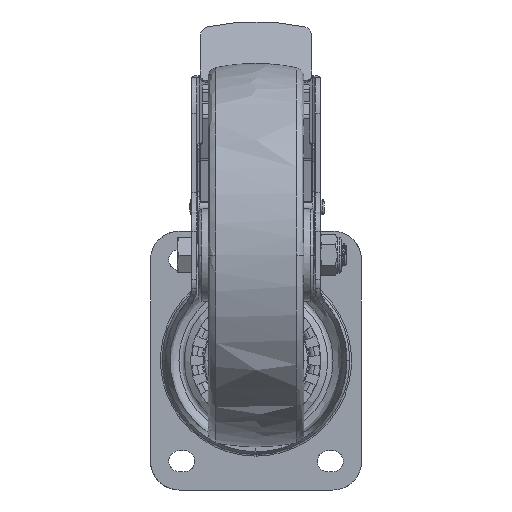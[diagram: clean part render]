
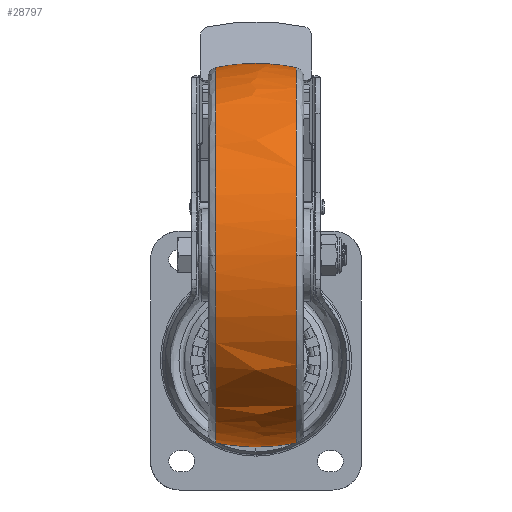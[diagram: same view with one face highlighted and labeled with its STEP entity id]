
A CAD part, front view. The second image highlights one B-rep face of the part: STEP entity #28797.
In plain terms, the highlighted free-form (B-spline) face has degree [3, 3] with [4, 4] control points.
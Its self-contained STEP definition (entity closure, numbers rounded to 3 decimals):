
#1291 =( BOUNDED_CURVE ( )  B_SPLINE_CURVE ( 3, ( #36330, #6782, #65101, #36708 ),
 .UNSPECIFIED., .F., .F. ) 
 B_SPLINE_CURVE_WITH_KNOTS ( ( 4, 4 ),
 ( 0., 1. ),
 .UNSPECIFIED. ) 
 CURVE ( )  GEOMETRIC_REPRESENTATION_ITEM ( )  RATIONAL_B_SPLINE_CURVE ( ( 1., 0.805, 0.805, 1. ) ) 
 REPRESENTATION_ITEM ( '' )  );
#4336 = VERTEX_POINT ( 'NONE', #70570 ) ;
#4395 = CARTESIAN_POINT ( 'NONE',  ( -200., -116., 155. ) ) ;
#4489 = CARTESIAN_POINT ( 'NONE',  ( 0., -116., 55. ) ) ;
#4872 = CARTESIAN_POINT ( 'NONE',  ( 0., -116., -45. ) ) ;
#6782 = CARTESIAN_POINT ( 'NONE',  ( -21.053, -213.759, 112.266 ) ) ;
#7033 = AXIS2_PLACEMENT_3D ( 'NONE', #57238, #62533, #28424 ) ;
#7481 = ORIENTED_EDGE ( 'NONE', *, *, #59179, .F. ) ;
#10085 = CARTESIAN_POINT ( 'NONE',  ( 0., -116., 155. ) ) ;
#10313 = VERTEX_POINT ( 'NONE', #36023 ) ;
#10456 = CARTESIAN_POINT ( 'NONE',  ( 200., -116., 155. ) ) ;
#10457 = CIRCLE ( 'NONE', #69817, 100. ) ;
#11424 = CARTESIAN_POINT ( 'NONE',  ( 21.053, -116., -42.759 ) ) ;
#12979 = CARTESIAN_POINT ( 'NONE',  ( -21.053, -116., 152.759 ) ) ;
#13055 = CARTESIAN_POINT ( 'NONE',  ( 21.053, -116., 152.759 ) ) ;
#15373 = CARTESIAN_POINT ( 'NONE',  ( 200., -116., -45. ) ) ;
#16872 = CARTESIAN_POINT ( 'NONE',  ( 0., -116., -45. ) ) ;
#18168 = ORIENTED_EDGE ( 'NONE', *, *, #52443, .F. ) ;
#18744 = CARTESIAN_POINT ( 'NONE',  ( 21.053, -173.266, 152.759 ) ) ;
#18882 = CARTESIAN_POINT ( 'NONE',  ( 21.053, -116., -42.759 ) ) ;
#20177 = CIRCLE ( 'NONE', #51649, 100. ) ;
#20416 = DIRECTION ( 'NONE',  ( 0., 0., 1. ) ) ;
#21394 = DIRECTION ( 'NONE',  ( 0., 0., 1. ) ) ;
#21810 = CARTESIAN_POINT ( 'NONE',  ( 200., -516., -45. ) ) ;
#21912 = EDGE_LOOP ( 'NONE', ( #18168, #48878, #7481, #43856, #68719, #70875, #61264, #74564 ) ) ;
#23903 = AXIS2_PLACEMENT_3D ( 'NONE', #35216, #35596, #57221 ) ;
#24588 = VERTEX_POINT ( 'NONE', #33187 ) ;
#26926 = CARTESIAN_POINT ( 'NONE',  ( -21.053, -213.759, -2.266 ) ) ;
#27488 = CARTESIAN_POINT ( 'NONE',  ( 200., -516., 155. ) ) ;
#27590 = DIRECTION ( 'NONE',  ( 0., 1., 0. ) ) ;
#28424 = DIRECTION ( 'NONE',  ( 0., 0., 1. ) ) ;
#28610 = CARTESIAN_POINT ( 'NONE',  ( 0., -116., 155. ) ) ;
#28797 = ADVANCED_FACE ( 'NONE', ( #33559 ), #36481, .T. ) ;
#29039 = CARTESIAN_POINT ( 'NONE',  ( -21.053, -213.759, 55. ) ) ;
#29557 = CARTESIAN_POINT ( 'NONE',  ( 21.053, -213.759, -2.266 ) ) ;
#31838 =( BOUNDED_CURVE ( )  B_SPLINE_CURVE ( 3, ( #62899, #67827, #26926, #73879 ),
 .UNSPECIFIED., .F., .F. ) 
 B_SPLINE_CURVE_WITH_KNOTS ( ( 4, 4 ),
 ( 0., 1. ),
 .UNSPECIFIED. ) 
 CURVE ( )  GEOMETRIC_REPRESENTATION_ITEM ( )  RATIONAL_B_SPLINE_CURVE ( ( 1., 0.805, 0.805, 1. ) ) 
 REPRESENTATION_ITEM ( '' )  );
#33187 = CARTESIAN_POINT ( 'NONE',  ( -21.053, -116., -42.759 ) ) ;
#33190 = CARTESIAN_POINT ( 'NONE',  ( 0., -116., -45. ) ) ;
#33559 = FACE_OUTER_BOUND ( 'NONE', #21912, .T. ) ;
#35216 = CARTESIAN_POINT ( 'NONE',  ( 0., -116., 55. ) ) ;
#35596 = DIRECTION ( 'NONE',  ( 0., 1., 0. ) ) ;
#35803 = CARTESIAN_POINT ( 'NONE',  ( 21.053, -213.759, 112.266 ) ) ;
#36023 = CARTESIAN_POINT ( 'NONE',  ( 21.053, -116., 152.759 ) ) ;
#36079 = VERTEX_POINT ( 'NONE', #29039 ) ;
#36330 = CARTESIAN_POINT ( 'NONE',  ( -21.053, -213.759, 55. ) ) ;
#36481 =( BOUNDED_SURFACE ( )  B_SPLINE_SURFACE ( 3, 3, ( 
 ( #50974, #28610, #62731, #10085 ),
 ( #4395, #57412, #27488, #10456 ),
 ( #50594, #40019, #21810, #15373 ),
 ( #16872, #68777, #33190, #50219 ) ),
 .UNSPECIFIED., .F., .F., .F. ) 
 B_SPLINE_SURFACE_WITH_KNOTS ( ( 4, 4 ),
 ( 4, 4 ),
 ( 0., 1. ),
 ( 0., 1. ),
 .UNSPECIFIED. ) 
 GEOMETRIC_REPRESENTATION_ITEM ( )  RATIONAL_B_SPLINE_SURFACE ( (
 ( 1., 0.333, 0.333, 1.),
 ( 0.333, 0.111, 0.111, 0.333),
 ( 0.333, 0.111, 0.111, 0.333),
 ( 1., 0.333, 0.333, 1.) ) ) 
 REPRESENTATION_ITEM ( '' )  SURFACE ( )  );
#36708 = CARTESIAN_POINT ( 'NONE',  ( -21.053, -116., 152.759 ) ) ;
#39152 =( BOUNDED_CURVE ( )  B_SPLINE_CURVE ( 3, ( #13055, #18744, #35803, #59647 ),
 .UNSPECIFIED., .F., .F. ) 
 B_SPLINE_CURVE_WITH_KNOTS ( ( 4, 4 ),
 ( 0., 1. ),
 .UNSPECIFIED. ) 
 CURVE ( )  GEOMETRIC_REPRESENTATION_ITEM ( )  RATIONAL_B_SPLINE_CURVE ( ( 1., 0.805, 0.805, 1. ) ) 
 REPRESENTATION_ITEM ( '' )  );
#40019 = CARTESIAN_POINT ( 'NONE',  ( -200., -516., -45. ) ) ;
#40858 = CIRCLE ( 'NONE', #23903, 100. ) ;
#43856 = ORIENTED_EDGE ( 'NONE', *, *, #52357, .F. ) ;
#45217 = EDGE_CURVE ( 'NONE', #72091, #45304, #10457, .T. ) ;
#45304 = VERTEX_POINT ( 'NONE', #4872 ) ;
#46081 = VERTEX_POINT ( 'NONE', #68325 ) ;
#46941 = CIRCLE ( 'NONE', #7033, 100. ) ;
#48878 = ORIENTED_EDGE ( 'NONE', *, *, #49743, .T. ) ;
#49743 = EDGE_CURVE ( 'NONE', #4336, #71042, #20177, .T. ) ;
#50219 = CARTESIAN_POINT ( 'NONE',  ( 0., -116., -45. ) ) ;
#50594 = CARTESIAN_POINT ( 'NONE',  ( -200., -116., -45. ) ) ;
#50974 = CARTESIAN_POINT ( 'NONE',  ( 0., -116., 155. ) ) ;
#51649 = AXIS2_PLACEMENT_3D ( 'NONE', #57003, #73291, #21394 ) ;
#52357 = EDGE_CURVE ( 'NONE', #24588, #36079, #31838, .T. ) ;
#52443 = EDGE_CURVE ( 'NONE', #4336, #10313, #40858, .T. ) ;
#52680 = CARTESIAN_POINT ( 'NONE',  ( 21.053, -173.266, -42.759 ) ) ;
#53887 = EDGE_CURVE ( 'NONE', #24588, #45304, #46941, .T. ) ;
#57003 = CARTESIAN_POINT ( 'NONE',  ( 0., -116., 55. ) ) ;
#57221 = DIRECTION ( 'NONE',  ( 0., 0., 1. ) ) ;
#57238 = CARTESIAN_POINT ( 'NONE',  ( 0., -116., 55. ) ) ;
#57412 = CARTESIAN_POINT ( 'NONE',  ( -200., -516., 155. ) ) ;
#59179 = EDGE_CURVE ( 'NONE', #36079, #71042, #1291, .T. ) ;
#59505 = EDGE_CURVE ( 'NONE', #46081, #72091, #67658, .T. ) ;
#59647 = CARTESIAN_POINT ( 'NONE',  ( 21.053, -213.759, 55. ) ) ;
#61264 = ORIENTED_EDGE ( 'NONE', *, *, #59505, .F. ) ;
#62533 = DIRECTION ( 'NONE',  ( 0., -1., 0. ) ) ;
#62731 = CARTESIAN_POINT ( 'NONE',  ( 0., -116., 155. ) ) ;
#62899 = CARTESIAN_POINT ( 'NONE',  ( -21.053, -116., -42.759 ) ) ;
#65101 = CARTESIAN_POINT ( 'NONE',  ( -21.053, -173.266, 152.759 ) ) ;
#66872 = EDGE_CURVE ( 'NONE', #10313, #46081, #39152, .T. ) ;
#67658 =( BOUNDED_CURVE ( )  B_SPLINE_CURVE ( 3, ( #68617, #29557, #52680, #11424 ),
 .UNSPECIFIED., .F., .F. ) 
 B_SPLINE_CURVE_WITH_KNOTS ( ( 4, 4 ),
 ( 0., 1. ),
 .UNSPECIFIED. ) 
 CURVE ( )  GEOMETRIC_REPRESENTATION_ITEM ( )  RATIONAL_B_SPLINE_CURVE ( ( 1., 0.805, 0.805, 1. ) ) 
 REPRESENTATION_ITEM ( '' )  );
#67827 = CARTESIAN_POINT ( 'NONE',  ( -21.053, -173.266, -42.759 ) ) ;
#68325 = CARTESIAN_POINT ( 'NONE',  ( 21.053, -213.759, 55. ) ) ;
#68617 = CARTESIAN_POINT ( 'NONE',  ( 21.053, -213.759, 55. ) ) ;
#68719 = ORIENTED_EDGE ( 'NONE', *, *, #53887, .T. ) ;
#68777 = CARTESIAN_POINT ( 'NONE',  ( 0., -116., -45. ) ) ;
#69817 = AXIS2_PLACEMENT_3D ( 'NONE', #4489, #27590, #20416 ) ;
#70570 = CARTESIAN_POINT ( 'NONE',  ( 0., -116., 155. ) ) ;
#70875 = ORIENTED_EDGE ( 'NONE', *, *, #45217, .F. ) ;
#71042 = VERTEX_POINT ( 'NONE', #12979 ) ;
#72091 = VERTEX_POINT ( 'NONE', #18882 ) ;
#73291 = DIRECTION ( 'NONE',  ( 0., -1., 0. ) ) ;
#73879 = CARTESIAN_POINT ( 'NONE',  ( -21.053, -213.759, 55. ) ) ;
#74564 = ORIENTED_EDGE ( 'NONE', *, *, #66872, .F. ) ;
